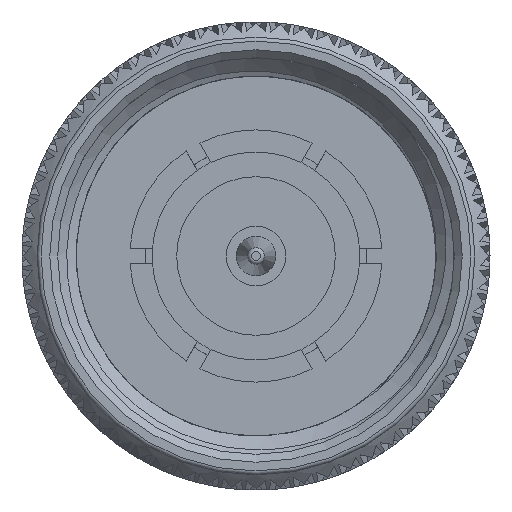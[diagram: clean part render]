
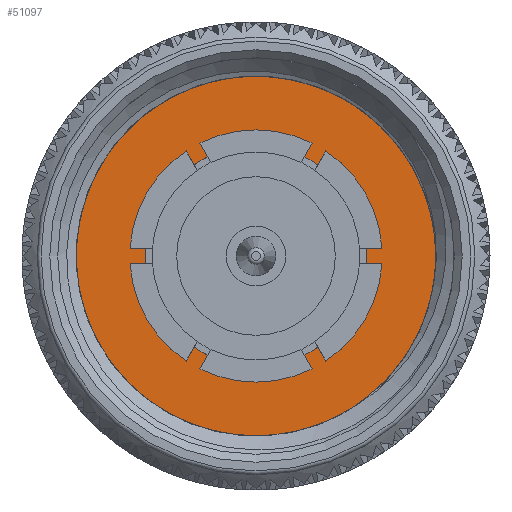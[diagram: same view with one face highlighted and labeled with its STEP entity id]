
A CAD part, left-side view. The second image highlights one B-rep face of the part: STEP entity #51097.
In plain terms, the highlighted planar face has unit normal (-1, 0, 0).
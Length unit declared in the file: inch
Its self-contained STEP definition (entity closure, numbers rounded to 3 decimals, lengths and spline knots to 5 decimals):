
#1009 = DIRECTION ( 'NONE',  ( -1., 0., 0. ) ) ;
#2170 = EDGE_CURVE ( 'NONE', #44272, #81156, #42459, .T. ) ;
#4391 = CARTESIAN_POINT ( 'NONE',  ( 0.315, -0.11279, -0.21284 ) ) ;
#4576 = ORIENTED_EDGE ( 'NONE', *, *, #2170, .T. ) ;
#4989 = CARTESIAN_POINT ( 'NONE',  ( 0.315, -0.01084, -0.23625 ) ) ;
#5567 = CARTESIAN_POINT ( 'NONE',  ( 0.315, 0.04734, -0.23019 ) ) ;
#6742 = CARTESIAN_POINT ( 'NONE',  ( 0.315, -0.22135, -0.10953 ) ) ;
#11587 = CARTESIAN_POINT ( 'NONE',  ( 0.315, -0.14317, -0.1955 ) ) ;
#11874 = CARTESIAN_POINT ( 'NONE',  ( 0.315, -0.04579, -0.23348 ) ) ;
#12456 = CARTESIAN_POINT ( 'NONE',  ( 0.315, 0.02449, -0.23471 ) ) ;
#13123 = DIRECTION ( 'NONE',  ( 0., -1., 0. ) ) ;
#13652 = CARTESIAN_POINT ( 'NONE',  ( 0.315, -0.23591, -0.07778 ) ) ;
#14764 = ORIENTED_EDGE ( 'NONE', *, *, #35983, .T. ) ;
#15077 = CARTESIAN_POINT ( 'NONE',  ( 0.315, 0.17973, -0.13833 ) ) ;
#18458 = CARTESIAN_POINT ( 'NONE',  ( 0.315, -0.15286, -0.18864 ) ) ;
#18555 = DIRECTION ( 'NONE',  ( 0., -1., 0. ) ) ;
#19335 = CARTESIAN_POINT ( 'NONE',  ( 0.315, -0.02259, -0.23588 ) ) ;
#19362 = CARTESIAN_POINT ( 'NONE',  ( 0.315, 0.2268, 0. ) ) ;
#20237 = CARTESIAN_POINT ( 'NONE',  ( 0.315, -0.23155, -0.08859 ) ) ;
#20544 = CARTESIAN_POINT ( 'NONE',  ( 0.315, -0.21552, -0.11965 ) ) ;
#21668 = DIRECTION ( 'NONE',  ( 0., -1., 0. ) ) ;
#22305 = CARTESIAN_POINT ( 'NONE',  ( 0.315, 0.2227, -0.0496 ) ) ;
#25429 = CARTESIAN_POINT ( 'NONE',  ( 0.315, -0.17936, -0.16566 ) ) ;
#25829 = ORIENTED_EDGE ( 'NONE', *, *, #84432, .T. ) ;
#27508 = CARTESIAN_POINT ( 'NONE',  ( 0.315, -0.24311, -0.05542 ) ) ;
#27671 = CARTESIAN_POINT ( 'NONE',  ( 0.315, 0.25, 0. ) ) ;
#28335 = VERTEX_POINT ( 'NONE', #87927 ) ;
#32038 = CARTESIAN_POINT ( 'NONE',  ( 0.315, 0.16544, -0.15702 ) ) ;
#32498 = CIRCLE ( 'NONE', #52377, 0.139 ) ;
#32910 = CARTESIAN_POINT ( 'NONE',  ( 0.315, 0.11178, -0.20223 ) ) ;
#33692 = DIRECTION ( 'NONE',  ( 0., -1., 0. ) ) ;
#35102 = CIRCLE ( 'NONE', #36102, 0.25 ) ;
#35983 = EDGE_CURVE ( 'NONE', #81156, #45104, #50477, .T. ) ;
#36102 = AXIS2_PLACEMENT_3D ( 'NONE', #45986, #59817, #18555 ) ;
#36527 = EDGE_LOOP ( 'NONE', ( #66601 ) ) ;
#39844 = CARTESIAN_POINT ( 'NONE',  ( 0.315, 0.09131, -0.21337 ) ) ;
#40784 = CARTESIAN_POINT ( 'NONE',  ( 0.315, 0., 0. ) ) ;
#41008 = CARTESIAN_POINT ( 'NONE',  ( 0.315, -0.2023, -0.13917 ) ) ;
#42459 = B_SPLINE_CURVE_WITH_KNOTS ( 'NONE', 3,
 ( #56573, #84306, #22305, #83723, #84603, #15077 ),
 .UNSPECIFIED., .F., .F.,
 ( 4, 2, 4 ),
 ( 0., 0.00189, 0.00378 ),
 .UNSPECIFIED. ) ;
#44272 = VERTEX_POINT ( 'NONE', #19362 ) ;
#45104 = VERTEX_POINT ( 'NONE', #49056 ) ;
#45261 = LINE ( 'NONE', #88215, #72225 ) ;
#45584 = CARTESIAN_POINT ( 'NONE',  ( 0.315, -0.09126, -0.22186 ) ) ;
#45986 = CARTESIAN_POINT ( 'NONE',  ( 0.315, 0., 0. ) ) ;
#46180 = CARTESIAN_POINT ( 'NONE',  ( 0.315, 0.14913, -0.17387 ) ) ;
#46275 = EDGE_CURVE ( 'NONE', #45104, #81197, #35102, .T. ) ;
#46472 = CARTESIAN_POINT ( 'NONE',  ( 0.315, 0.08056, -0.2182 ) ) ;
#47654 = CARTESIAN_POINT ( 'NONE',  ( 0.315, -0.24593, -0.04391 ) ) ;
#49056 = CARTESIAN_POINT ( 'NONE',  ( 0.315, -0.24791, -0.03227 ) ) ;
#50477 = B_SPLINE_CURVE_WITH_KNOTS ( 'NONE', 3,
 ( #59719, #81115, #32038, #46180, #87141, #87736, #32910, #39844, #46472, #5567, #12456, #4989, #19335, #11874, #67555, #73009, #45584, #4391, #52786, #11587, #18458, #66654, #25429, #53975, #41008, #20544, #6742, #20237, #13652, #27508, #47654, #82277 ),
 .UNSPECIFIED., .F., .F.,
 ( 4, 2, 2, 2, 2, 2, 2, 2, 2, 2, 2, 2, 2, 2, 2, 4 ),
 ( 0., 0.00089, 0.00179, 0.00268, 0.00357, 0.00536, 0.00625, 0.00714, 0.00804, 0.00893, 0.00982, 0.01072, 0.01161, 0.0125, 0.0134, 0.01429 ),
 .UNSPECIFIED. ) ;
#51097 = ADVANCED_FACE ( 'NONE', ( #57243, #88579 ), #69567, .T. ) ;
#52024 = EDGE_CURVE ( 'NONE', #28335, #28335, #32498, .T. ) ;
#52377 = AXIS2_PLACEMENT_3D ( 'NONE', #40784, #60089, #13123 ) ;
#52786 = CARTESIAN_POINT ( 'NONE',  ( 0.315, -0.12317, -0.20757 ) ) ;
#53975 = CARTESIAN_POINT ( 'NONE',  ( 0.315, -0.19503, -0.1484 ) ) ;
#55015 = CARTESIAN_POINT ( 'NONE',  ( 0.315, 0.17973, -0.13833 ) ) ;
#56573 = CARTESIAN_POINT ( 'NONE',  ( 0.315, 0.2268, 0. ) ) ;
#57243 = FACE_OUTER_BOUND ( 'NONE', #86144, .T. ) ;
#59719 = CARTESIAN_POINT ( 'NONE',  ( 0.315, 0.17973, -0.13833 ) ) ;
#59817 = DIRECTION ( 'NONE',  ( -1., 0., 0. ) ) ;
#60089 = DIRECTION ( 'NONE',  ( -1., 0., 0. ) ) ;
#66601 = ORIENTED_EDGE ( 'NONE', *, *, #52024, .F. ) ;
#66654 = CARTESIAN_POINT ( 'NONE',  ( 0.315, -0.17094, -0.17372 ) ) ;
#67555 = CARTESIAN_POINT ( 'NONE',  ( 0.315, -0.05727, -0.23143 ) ) ;
#67970 = AXIS2_PLACEMENT_3D ( 'NONE', #83407, #1009, #21668 ) ;
#69567 = PLANE ( 'NONE',  #67970 ) ;
#72225 = VECTOR ( 'NONE', #33692, 39.37008 ) ;
#73009 = CARTESIAN_POINT ( 'NONE',  ( 0.315, -0.08002, -0.22563 ) ) ;
#77259 = ORIENTED_EDGE ( 'NONE', *, *, #46275, .T. ) ;
#81115 = CARTESIAN_POINT ( 'NONE',  ( 0.315, 0.17294, -0.148 ) ) ;
#81156 = VERTEX_POINT ( 'NONE', #55015 ) ;
#81197 = VERTEX_POINT ( 'NONE', #27671 ) ;
#82277 = CARTESIAN_POINT ( 'NONE',  ( 0.315, -0.24791, -0.03227 ) ) ;
#83407 = CARTESIAN_POINT ( 'NONE',  ( 0.315, 0., 0. ) ) ;
#83723 = CARTESIAN_POINT ( 'NONE',  ( 0.315, 0.20673, -0.09651 ) ) ;
#84306 = CARTESIAN_POINT ( 'NONE',  ( 0.315, 0.2268, -0.02482 ) ) ;
#84432 = EDGE_CURVE ( 'NONE', #81197, #44272, #45261, .T. ) ;
#84603 = CARTESIAN_POINT ( 'NONE',  ( 0.315, 0.19487, -0.11866 ) ) ;
#86144 = EDGE_LOOP ( 'NONE', ( #77259, #25829, #4576, #14764 ) ) ;
#87141 = CARTESIAN_POINT ( 'NONE',  ( 0.315, 0.14024, -0.18174 ) ) ;
#87736 = CARTESIAN_POINT ( 'NONE',  ( 0.315, 0.12157, -0.19591 ) ) ;
#87927 = CARTESIAN_POINT ( 'NONE',  ( 0.315, -0.139, 0. ) ) ;
#88215 = CARTESIAN_POINT ( 'NONE',  ( 0.315, 0., 0. ) ) ;
#88579 = FACE_BOUND ( 'NONE', #36527, .T. ) ;
